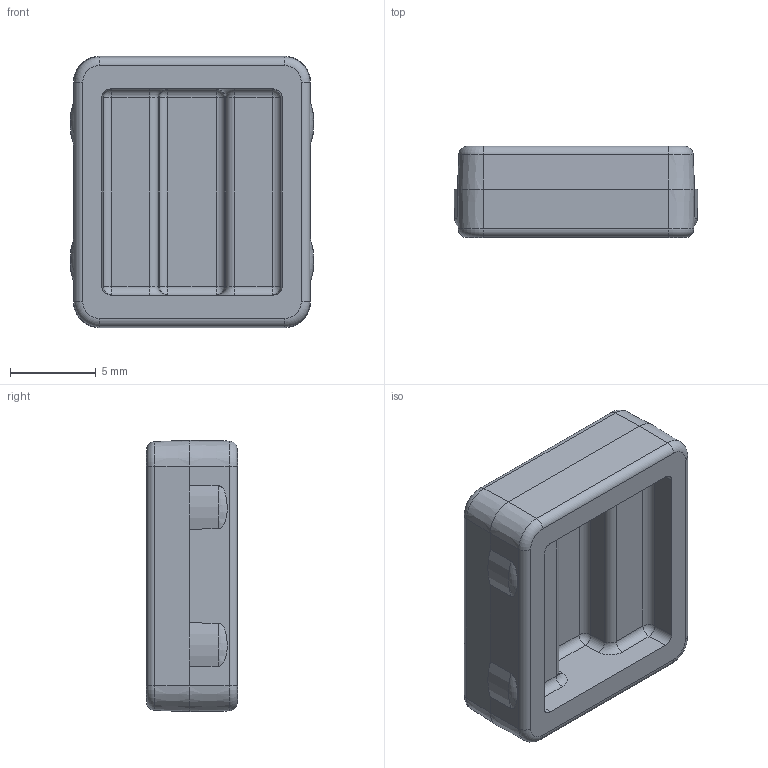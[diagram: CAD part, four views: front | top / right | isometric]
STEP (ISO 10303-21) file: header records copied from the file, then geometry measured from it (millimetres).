
FILE_DESCRIPTION (( 'STEP AP214' ), '1' );
FILE_NAME ('095an14.STEP', '2014-08-14T07:51:55', ( '' ), ( '' ), 'SwSTEP 2.0', 'SolidWorks 2014', '' );
FILE_SCHEMA (( 'AUTOMOTIVE_DESIGN' ));
Length unit declared in the file: millimetre
Products named in the file (1): 095an14
Bounding box: 14.2 x 5.3 x 15.8 mm (x, y, z)
Volume: 817.1 mm3; surface area: 821.5 mm2
Topology: 1 solids, 1 shells, 87 faces, 196 edges, 104 vertices
Faces by surface type: cylinder 28, plane 23, torus 16, cone 12, sphere 8
Entity records: 2424 total; most frequent: CARTESIAN_POINT 492, DIRECTION 432, ORIENTED_EDGE 376, EDGE_CURVE 188, AXIS2_PLACEMENT_3D 172, VERTEX_POINT 104, VECTOR 88, LINE 88
